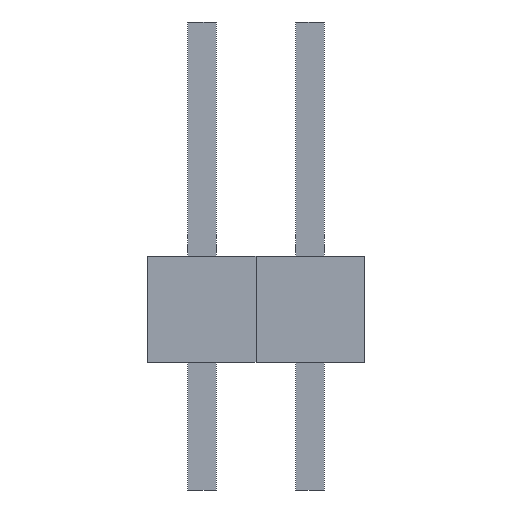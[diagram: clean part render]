
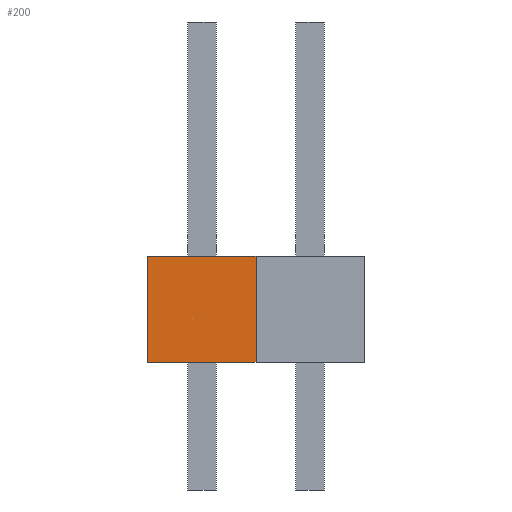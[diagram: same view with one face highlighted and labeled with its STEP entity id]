
A CAD part, front view. The second image highlights one B-rep face of the part: STEP entity #200.
In plain terms, the highlighted planar face has unit normal (0, -1, 0).
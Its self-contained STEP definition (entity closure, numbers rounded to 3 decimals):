
#13=DIRECTION('',(0.,0.,1.));
#14=DIRECTION('',(1.,0.,0.));
#151=EDGE_CURVE('',#152,#154,#156,.T.);
#152=VERTEX_POINT('',#153);
#153=CARTESIAN_POINT('',(-1.27,-1.271,0.));
#154=VERTEX_POINT('',#155);
#155=CARTESIAN_POINT('',(-1.27,-1.271,2.5));
#156=LINE('',#153,#157);
#157=VECTOR('',#13,1.);
#164=DIRECTION('',(0.,1.,0.));
#178=ORIENTED_EDGE('',*,*,#179,.F.);
#179=EDGE_CURVE('',#180,#182,#184,.T.);
#180=VERTEX_POINT('',#181);
#181=CARTESIAN_POINT('',(1.27,-1.271,0.));
#182=VERTEX_POINT('',#183);
#183=CARTESIAN_POINT('',(1.27,-1.271,2.5));
#184=LINE('',#181,#157);
#200=ADVANCED_FACE('',(#201),#211,.F.);
#201=FACE_BOUND('',#202,.F.);
#202=EDGE_LOOP('',(#203,#207,#208,#178));
#203=ORIENTED_EDGE('',*,*,#204,.F.);
#204=EDGE_CURVE('',#152,#180,#205,.T.);
#205=LINE('',#153,#206);
#206=VECTOR('',#14,1.);
#207=ORIENTED_EDGE('',*,*,#151,.T.);
#208=ORIENTED_EDGE('',*,*,#209,.T.);
#209=EDGE_CURVE('',#154,#182,#210,.T.);
#210=LINE('',#155,#206);
#211=PLANE('',#212);
#212=AXIS2_PLACEMENT_3D('',#153,#164,#13);
